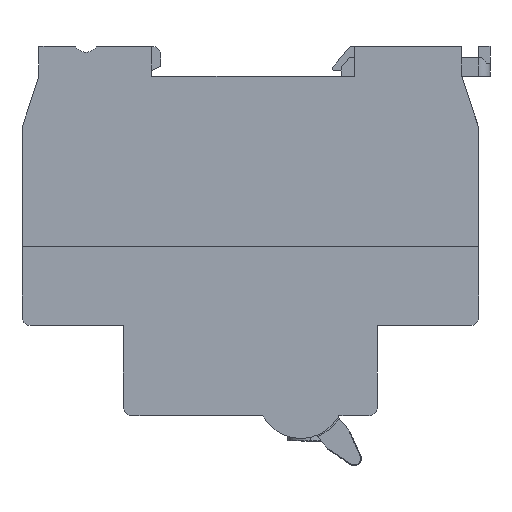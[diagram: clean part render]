
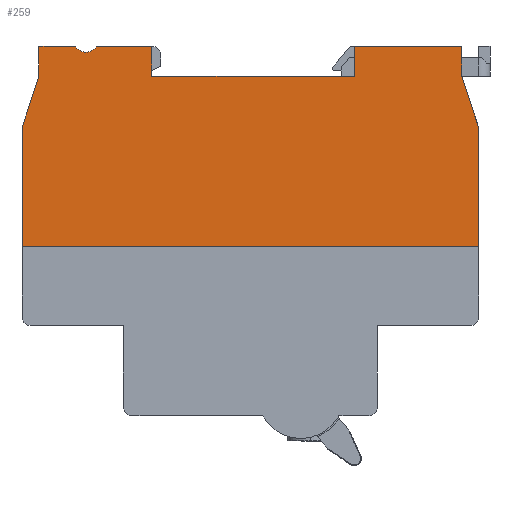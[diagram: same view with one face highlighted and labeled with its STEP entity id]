
A CAD part, left-side view. The second image highlights one B-rep face of the part: STEP entity #259.
In plain terms, the highlighted planar face has unit normal (-1, 0, 0).
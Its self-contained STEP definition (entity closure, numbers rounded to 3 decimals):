
#259 = ADVANCED_FACE ( 'NONE', ( #15390 ), #15389, .T. ) ;
#260 = EDGE_LOOP ( 'NONE', ( #261, #322, #323, #326, #329, #332, #307, #310, #313, #316, #319, #378, #296, #299 ) ) ;
#261 = ORIENTED_EDGE ( 'NONE', *, *, #262, .F. ) ;
#262 = EDGE_CURVE ( 'NONE', #21347, #263, #15384, .T. ) ;
#263 = VERTEX_POINT ( 'NONE', #15380 ) ;
#296 = ORIENTED_EDGE ( 'NONE', *, *, #297, .F. ) ;
#297 = EDGE_CURVE ( 'NONE', #298, #380, #15451, .T. ) ;
#298 = VERTEX_POINT ( 'NONE', #15447 ) ;
#299 = ORIENTED_EDGE ( 'NONE', *, *, #300, .F. ) ;
#300 = EDGE_CURVE ( 'NONE', #263, #298, #15446, .T. ) ;
#307 = ORIENTED_EDGE ( 'NONE', *, *, #308, .F. ) ;
#308 = EDGE_CURVE ( 'NONE', #309, #334, #15494, .T. ) ;
#309 = VERTEX_POINT ( 'NONE', #15490 ) ;
#310 = ORIENTED_EDGE ( 'NONE', *, *, #311, .F. ) ;
#311 = EDGE_CURVE ( 'NONE', #312, #309, #15489, .T. ) ;
#312 = VERTEX_POINT ( 'NONE', #15485 ) ;
#313 = ORIENTED_EDGE ( 'NONE', *, *, #314, .F. ) ;
#314 = EDGE_CURVE ( 'NONE', #315, #312, #15484, .T. ) ;
#315 = VERTEX_POINT ( 'NONE', #15480 ) ;
#316 = ORIENTED_EDGE ( 'NONE', *, *, #317, .F. ) ;
#317 = EDGE_CURVE ( 'NONE', #318, #315, #15478, .T. ) ;
#318 = VERTEX_POINT ( 'NONE', #15473 ) ;
#319 = ORIENTED_EDGE ( 'NONE', *, *, #320, .F. ) ;
#320 = EDGE_CURVE ( 'NONE', #321, #318, #15472, .T. ) ;
#321 = VERTEX_POINT ( 'NONE', #15468 ) ;
#322 = ORIENTED_EDGE ( 'NONE', *, *, #21346, .F. ) ;
#323 = ORIENTED_EDGE ( 'NONE', *, *, #324, .F. ) ;
#324 = EDGE_CURVE ( 'NONE', #325, #21344, #15533, .T. ) ;
#325 = VERTEX_POINT ( 'NONE', #15529 ) ;
#326 = ORIENTED_EDGE ( 'NONE', *, *, #327, .F. ) ;
#327 = EDGE_CURVE ( 'NONE', #328, #325, #15528, .T. ) ;
#328 = VERTEX_POINT ( 'NONE', #15524 ) ;
#329 = ORIENTED_EDGE ( 'NONE', *, *, #330, .F. ) ;
#330 = EDGE_CURVE ( 'NONE', #331, #328, #15523, .T. ) ;
#331 = VERTEX_POINT ( 'NONE', #15519 ) ;
#332 = ORIENTED_EDGE ( 'NONE', *, *, #333, .F. ) ;
#333 = EDGE_CURVE ( 'NONE', #334, #331, #15518, .T. ) ;
#334 = VERTEX_POINT ( 'NONE', #15514 ) ;
#378 = ORIENTED_EDGE ( 'NONE', *, *, #379, .F. ) ;
#379 = EDGE_CURVE ( 'NONE', #380, #321, #15622, .T. ) ;
#380 = VERTEX_POINT ( 'NONE', #15618 ) ;
#8906 = CARTESIAN_POINT ( 'NONE',  ( 0., -18., 14. ) ) ;
#8907 = DIRECTION ( 'NONE',  ( 0., 0., -1. ) ) ;
#8908 = VECTOR ( 'NONE', #8907, 1000. ) ;
#8909 = CARTESIAN_POINT ( 'NONE',  ( 0., -18., 0. ) ) ;
#8910 = LINE ( 'NONE', #8909, #8908 ) ;
#8911 = CARTESIAN_POINT ( 'NONE',  ( 0., -18., 35. ) ) ;
#15380 = CARTESIAN_POINT ( 'NONE',  ( 0., 63., 14. ) ) ;
#15381 = DIRECTION ( 'NONE',  ( 0., 1., 0. ) ) ;
#15382 = VECTOR ( 'NONE', #15381, 1000. ) ;
#15383 = CARTESIAN_POINT ( 'NONE',  ( 0., 63., 14. ) ) ;
#15384 = LINE ( 'NONE', #15383, #15382 ) ;
#15385 = DIRECTION ( 'NONE',  ( 0., 0., 1. ) ) ;
#15386 = DIRECTION ( 'NONE',  ( -1., 0., 0. ) ) ;
#15387 = CARTESIAN_POINT ( 'NONE',  ( 0., 51.65, 50.711 ) ) ;
#15388 = AXIS2_PLACEMENT_3D ( 'NONE', #15387, #15386, #15385 ) ;
#15389 = PLANE ( 'NONE',  #15388 ) ;
#15390 = FACE_OUTER_BOUND ( 'NONE', #260, .T. ) ;
#15443 = DIRECTION ( 'NONE',  ( 0., 0., 1. ) ) ;
#15444 = VECTOR ( 'NONE', #15443, 1000. ) ;
#15445 = CARTESIAN_POINT ( 'NONE',  ( 0., 63., 0. ) ) ;
#15446 = LINE ( 'NONE', #15445, #15444 ) ;
#15447 = CARTESIAN_POINT ( 'NONE',  ( 0., 63., 35. ) ) ;
#15448 = DIRECTION ( 'NONE',  ( 0., -0.31, 0.951 ) ) ;
#15449 = VECTOR ( 'NONE', #15448, 1000. ) ;
#15450 = CARTESIAN_POINT ( 'NONE',  ( 0., 63., 35. ) ) ;
#15451 = LINE ( 'NONE', #15450, #15449 ) ;
#15468 = CARTESIAN_POINT ( 'NONE',  ( 0., 60., 49.5 ) ) ;
#15469 = DIRECTION ( 'NONE',  ( 0., -1., 0. ) ) ;
#15470 = VECTOR ( 'NONE', #15469, 1000. ) ;
#15471 = CARTESIAN_POINT ( 'NONE',  ( 0., 53.5, 49.5 ) ) ;
#15472 = LINE ( 'NONE', #15471, #15470 ) ;
#15473 = CARTESIAN_POINT ( 'NONE',  ( 0., 53.5, 49.5 ) ) ;
#15474 = DIRECTION ( 'NONE',  ( 0., 0., 1. ) ) ;
#15475 = DIRECTION ( 'NONE',  ( -1., 0., 0. ) ) ;
#15476 = CARTESIAN_POINT ( 'NONE',  ( 0., 51.65, 50.711 ) ) ;
#15477 = AXIS2_PLACEMENT_3D ( 'NONE', #15476, #15475, #15474 ) ;
#15478 = CIRCLE ( 'NONE', #15477, 2.211 ) ;
#15480 = CARTESIAN_POINT ( 'NONE',  ( 0., 49.8, 49.5 ) ) ;
#15481 = DIRECTION ( 'NONE',  ( 0., -1., 0. ) ) ;
#15482 = VECTOR ( 'NONE', #15481, 1000. ) ;
#15483 = CARTESIAN_POINT ( 'NONE',  ( 0., 40., 49.5 ) ) ;
#15484 = LINE ( 'NONE', #15483, #15482 ) ;
#15485 = CARTESIAN_POINT ( 'NONE',  ( 0., 40., 49.5 ) ) ;
#15486 = DIRECTION ( 'NONE',  ( 0., 0., -1. ) ) ;
#15487 = VECTOR ( 'NONE', #15486, 1000. ) ;
#15488 = CARTESIAN_POINT ( 'NONE',  ( 0., 40., 49.5 ) ) ;
#15489 = LINE ( 'NONE', #15488, #15487 ) ;
#15490 = CARTESIAN_POINT ( 'NONE',  ( 0., 40., 44.2 ) ) ;
#15491 = DIRECTION ( 'NONE',  ( 0., -1., 0. ) ) ;
#15492 = VECTOR ( 'NONE', #15491, 1000. ) ;
#15493 = CARTESIAN_POINT ( 'NONE',  ( 0., 40., 44.2 ) ) ;
#15494 = LINE ( 'NONE', #15493, #15492 ) ;
#15514 = CARTESIAN_POINT ( 'NONE',  ( 0., 4., 44.2 ) ) ;
#15515 = DIRECTION ( 'NONE',  ( 0., 0., 1. ) ) ;
#15516 = VECTOR ( 'NONE', #15515, 1000. ) ;
#15517 = CARTESIAN_POINT ( 'NONE',  ( 0., 4., 49.5 ) ) ;
#15518 = LINE ( 'NONE', #15517, #15516 ) ;
#15519 = CARTESIAN_POINT ( 'NONE',  ( 0., 4., 49.5 ) ) ;
#15520 = DIRECTION ( 'NONE',  ( 0., -1., 0. ) ) ;
#15521 = VECTOR ( 'NONE', #15520, 1000. ) ;
#15522 = CARTESIAN_POINT ( 'NONE',  ( 0., -15., 49.5 ) ) ;
#15523 = LINE ( 'NONE', #15522, #15521 ) ;
#15524 = CARTESIAN_POINT ( 'NONE',  ( 0., -15., 49.5 ) ) ;
#15525 = DIRECTION ( 'NONE',  ( 0., 0., -1. ) ) ;
#15526 = VECTOR ( 'NONE', #15525, 1000. ) ;
#15527 = CARTESIAN_POINT ( 'NONE',  ( 0., -15., 44.2 ) ) ;
#15528 = LINE ( 'NONE', #15527, #15526 ) ;
#15529 = CARTESIAN_POINT ( 'NONE',  ( 0., -15., 44.2 ) ) ;
#15530 = DIRECTION ( 'NONE',  ( 0., -0.31, -0.951 ) ) ;
#15531 = VECTOR ( 'NONE', #15530, 1000. ) ;
#15532 = CARTESIAN_POINT ( 'NONE',  ( 0., -18., 35. ) ) ;
#15533 = LINE ( 'NONE', #15532, #15531 ) ;
#15618 = CARTESIAN_POINT ( 'NONE',  ( 0., 60., 44.2 ) ) ;
#15619 = DIRECTION ( 'NONE',  ( 0., 0., 1. ) ) ;
#15620 = VECTOR ( 'NONE', #15619, 1000. ) ;
#15621 = CARTESIAN_POINT ( 'NONE',  ( 0., 60., 44.2 ) ) ;
#15622 = LINE ( 'NONE', #15621, #15620 ) ;
#21344 = VERTEX_POINT ( 'NONE', #8911 ) ;
#21346 = EDGE_CURVE ( 'NONE', #21344, #21347, #8910, .T. ) ;
#21347 = VERTEX_POINT ( 'NONE', #8906 ) ;
